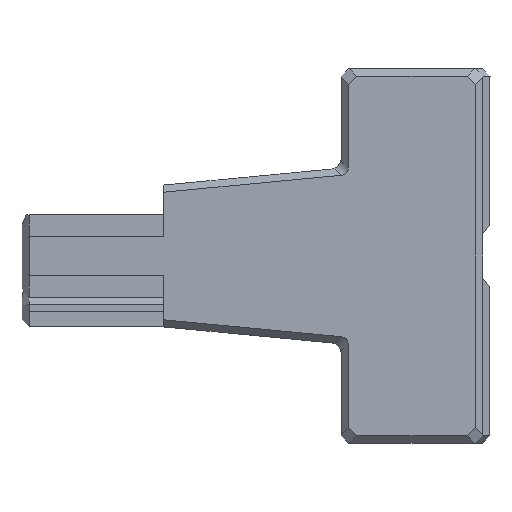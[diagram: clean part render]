
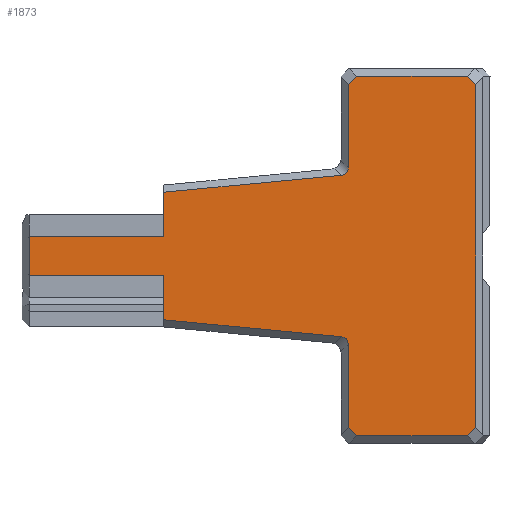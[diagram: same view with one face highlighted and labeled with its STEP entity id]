
A CAD part, front view. The second image highlights one B-rep face of the part: STEP entity #1873.
In plain terms, the highlighted planar face has unit normal (0, -1, 0).
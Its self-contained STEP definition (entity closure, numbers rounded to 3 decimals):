
#60=FACE_OUTER_BOUND('',#165,.T.);
#165=EDGE_LOOP('',(#1266,#1267,#1268,#1269,#1270,#1271,#1272,#1273,#1274,
#1275,#1276,#1277,#1278,#1279,#1280,#1281,#1282,#1283));
#270=ELLIPSE('',#1995,2.522,1.5);
#271=ELLIPSE('',#1996,2.522,1.5);
#310=LINE('',#2697,#551);
#323=LINE('',#2722,#564);
#324=LINE('',#2725,#565);
#325=LINE('',#2727,#566);
#326=LINE('',#2731,#567);
#327=LINE('',#2733,#568);
#328=LINE('',#2735,#569);
#329=LINE('',#2737,#570);
#330=LINE('',#2739,#571);
#331=LINE('',#2741,#572);
#332=LINE('',#2743,#573);
#333=LINE('',#2745,#574);
#334=LINE('',#2747,#575);
#335=LINE('',#2751,#576);
#336=LINE('',#2753,#577);
#337=LINE('',#2754,#578);
#551=VECTOR('',#2160,10.);
#564=VECTOR('',#2181,10.);
#565=VECTOR('',#2184,10.);
#566=VECTOR('',#2185,10.);
#567=VECTOR('',#2188,10.);
#568=VECTOR('',#2189,10.);
#569=VECTOR('',#2190,10.);
#570=VECTOR('',#2191,10.);
#571=VECTOR('',#2192,10.);
#572=VECTOR('',#2193,10.);
#573=VECTOR('',#2194,10.);
#574=VECTOR('',#2195,10.);
#575=VECTOR('',#2196,10.);
#576=VECTOR('',#2199,10.);
#577=VECTOR('',#2200,10.);
#578=VECTOR('',#2201,10.);
#791=VERTEX_POINT('',#2690);
#793=VERTEX_POINT('',#2696);
#801=VERTEX_POINT('',#2720);
#802=VERTEX_POINT('',#2724);
#803=VERTEX_POINT('',#2726);
#804=VERTEX_POINT('',#2728);
#805=VERTEX_POINT('',#2730);
#806=VERTEX_POINT('',#2732);
#807=VERTEX_POINT('',#2734);
#808=VERTEX_POINT('',#2736);
#809=VERTEX_POINT('',#2738);
#810=VERTEX_POINT('',#2740);
#811=VERTEX_POINT('',#2742);
#812=VERTEX_POINT('',#2744);
#813=VERTEX_POINT('',#2746);
#814=VERTEX_POINT('',#2748);
#815=VERTEX_POINT('',#2750);
#816=VERTEX_POINT('',#2752);
#968=EDGE_CURVE('',#793,#791,#310,.T.);
#981=EDGE_CURVE('',#801,#791,#323,.T.);
#982=EDGE_CURVE('',#801,#802,#324,.T.);
#983=EDGE_CURVE('',#802,#803,#325,.T.);
#984=EDGE_CURVE('',#803,#804,#270,.T.);
#985=EDGE_CURVE('',#804,#805,#326,.T.);
#986=EDGE_CURVE('',#805,#806,#327,.T.);
#987=EDGE_CURVE('',#806,#807,#328,.T.);
#988=EDGE_CURVE('',#807,#808,#329,.T.);
#989=EDGE_CURVE('',#808,#809,#330,.T.);
#990=EDGE_CURVE('',#809,#810,#331,.T.);
#991=EDGE_CURVE('',#810,#811,#332,.T.);
#992=EDGE_CURVE('',#811,#812,#333,.T.);
#993=EDGE_CURVE('',#812,#813,#334,.T.);
#994=EDGE_CURVE('',#813,#814,#271,.T.);
#995=EDGE_CURVE('',#814,#815,#335,.T.);
#996=EDGE_CURVE('',#815,#816,#336,.T.);
#997=EDGE_CURVE('',#816,#793,#337,.T.);
#1266=ORIENTED_EDGE('',*,*,#968,.T.);
#1267=ORIENTED_EDGE('',*,*,#981,.F.);
#1268=ORIENTED_EDGE('',*,*,#982,.T.);
#1269=ORIENTED_EDGE('',*,*,#983,.T.);
#1270=ORIENTED_EDGE('',*,*,#984,.T.);
#1271=ORIENTED_EDGE('',*,*,#985,.T.);
#1272=ORIENTED_EDGE('',*,*,#986,.T.);
#1273=ORIENTED_EDGE('',*,*,#987,.T.);
#1274=ORIENTED_EDGE('',*,*,#988,.T.);
#1275=ORIENTED_EDGE('',*,*,#989,.T.);
#1276=ORIENTED_EDGE('',*,*,#990,.T.);
#1277=ORIENTED_EDGE('',*,*,#991,.T.);
#1278=ORIENTED_EDGE('',*,*,#992,.T.);
#1279=ORIENTED_EDGE('',*,*,#993,.T.);
#1280=ORIENTED_EDGE('',*,*,#994,.T.);
#1281=ORIENTED_EDGE('',*,*,#995,.T.);
#1282=ORIENTED_EDGE('',*,*,#996,.T.);
#1283=ORIENTED_EDGE('',*,*,#997,.T.);
#1780=PLANE('',#1994);
#1873=ADVANCED_FACE('',(#60),#1780,.F.);
#1994=AXIS2_PLACEMENT_3D('',#2723,#2182,#2183);
#1995=AXIS2_PLACEMENT_3D('',#2729,#2186,#2187);
#1996=AXIS2_PLACEMENT_3D('',#2749,#2197,#2198);
#2160=DIRECTION('',(0.,0.,-1.));
#2181=DIRECTION('',(-1.,0.,0.));
#2182=DIRECTION('center_axis',(0.,1.,0.));
#2183=DIRECTION('ref_axis',(0.,0.,-1.));
#2184=DIRECTION('',(0.,0.,-1.));
#2185=DIRECTION('',(0.995,0.,-0.095));
#2186=DIRECTION('center_axis',(0.,1.,0.));
#2187=DIRECTION('ref_axis',(0.74,0.,0.673));
#2188=DIRECTION('',(0.,0.,-1.));
#2189=DIRECTION('',(0.707,0.,-0.707));
#2190=DIRECTION('',(1.,0.,0.));
#2191=DIRECTION('',(0.707,0.,0.707));
#2192=DIRECTION('',(0.,0.,1.));
#2193=DIRECTION('',(-0.707,0.,0.707));
#2194=DIRECTION('',(-1.,0.,0.));
#2195=DIRECTION('',(-0.707,0.,-0.707));
#2196=DIRECTION('',(0.,0.,-1.));
#2197=DIRECTION('center_axis',(0.,1.,0.));
#2198=DIRECTION('ref_axis',(0.74,0.,-0.673));
#2199=DIRECTION('',(-0.995,0.,-0.095));
#2200=DIRECTION('',(0.,0.,-1.));
#2201=DIRECTION('',(-1.,0.,0.));
#2690=CARTESIAN_POINT('',(298.,-108.,74.9));
#2696=CARTESIAN_POINT('',(298.,-108.,80.5));
#2697=CARTESIAN_POINT('',(298.,-108.,77.244));
#2720=CARTESIAN_POINT('',(317.,-108.,74.9));
#2722=CARTESIAN_POINT('',(317.,-108.,74.9));
#2723=CARTESIAN_POINT('Origin',(339.5,-108.,77.7));
#2724=CARTESIAN_POINT('',(317.,-108.,68.705));
#2725=CARTESIAN_POINT('',(317.,-108.,82.7));
#2726=CARTESIAN_POINT('',(342.04,-108.,66.312));
#2727=CARTESIAN_POINT('',(327.77,-108.,67.675));
#2728=CARTESIAN_POINT('',(343.,-108.,65.256));
#2729=CARTESIAN_POINT('Origin',(340.879,-108.,64.292));
#2730=CARTESIAN_POINT('',(343.,-108.,53.546));
#2731=CARTESIAN_POINT('',(343.,-108.,68.15));
#2732=CARTESIAN_POINT('',(344.225,-108.,52.321));
#2733=CARTESIAN_POINT('',(336.393,-108.,60.153));
#2734=CARTESIAN_POINT('',(359.775,-108.,52.321));
#2735=CARTESIAN_POINT('',(340.75,-108.,52.321));
#2736=CARTESIAN_POINT('',(361.,-108.,53.546));
#2737=CARTESIAN_POINT('',(361.357,-108.,53.903));
#2738=CARTESIAN_POINT('',(361.,-108.,101.854));
#2739=CARTESIAN_POINT('',(361.,-108.,64.511));
#2740=CARTESIAN_POINT('',(359.775,-108.,103.079));
#2741=CARTESIAN_POINT('',(361.357,-108.,101.497));
#2742=CARTESIAN_POINT('',(344.225,-108.,103.079));
#2743=CARTESIAN_POINT('',(350.75,-108.,103.079));
#2744=CARTESIAN_POINT('',(343.,-108.,101.854));
#2745=CARTESIAN_POINT('',(336.393,-108.,95.247));
#2746=CARTESIAN_POINT('',(343.,-108.,90.144));
#2747=CARTESIAN_POINT('',(343.,-108.,90.889));
#2748=CARTESIAN_POINT('',(342.04,-108.,89.088));
#2749=CARTESIAN_POINT('Origin',(340.879,-108.,91.108));
#2750=CARTESIAN_POINT('',(317.,-108.,86.695));
#2751=CARTESIAN_POINT('',(340.27,-108.,88.919));
#2752=CARTESIAN_POINT('',(317.,-108.,80.5));
#2753=CARTESIAN_POINT('',(317.,-108.,82.7));
#2754=CARTESIAN_POINT('',(317.,-108.,80.5));
